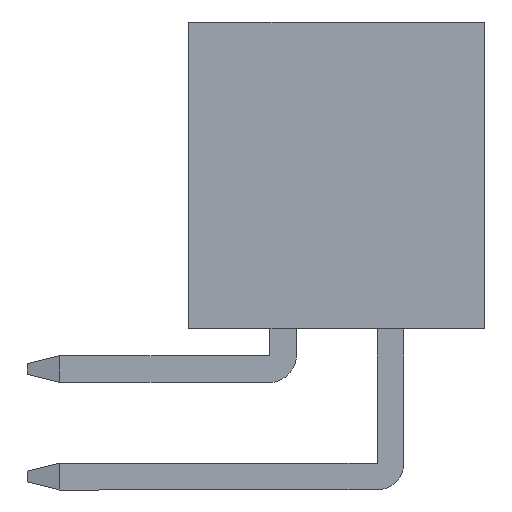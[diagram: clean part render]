
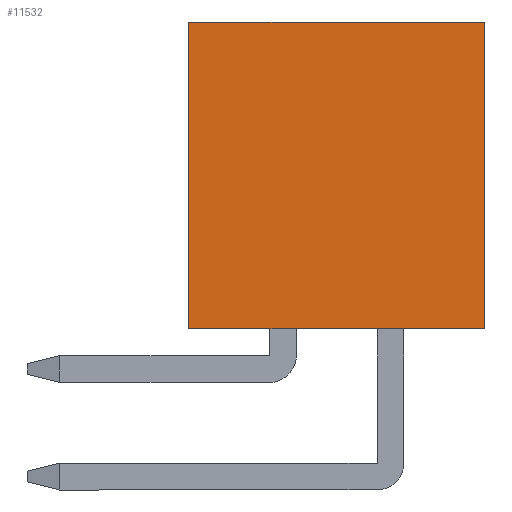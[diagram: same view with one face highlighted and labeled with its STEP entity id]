
A CAD part, left-side view. The second image highlights one B-rep face of the part: STEP entity #11532.
In plain terms, the highlighted planar face has unit normal (-1, 0, 0).
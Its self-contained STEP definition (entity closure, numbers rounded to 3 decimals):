
#1873=ORIENTED_EDGE('',*,*,#4353,.F.);
#1874=ORIENTED_EDGE('',*,*,#3595,.F.);
#1875=ORIENTED_EDGE('',*,*,#3708,.T.);
#1876=ORIENTED_EDGE('',*,*,#4672,.T.);
#3595=EDGE_CURVE('',#5225,#5226,#6305,.T.);
#3708=EDGE_CURVE('',#5225,#5337,#6418,.T.);
#4353=EDGE_CURVE('',#5226,#5835,#7063,.T.);
#4672=EDGE_CURVE('',#5337,#5835,#7382,.T.);
#5225=VERTEX_POINT('',#15590);
#5226=VERTEX_POINT('',#15592);
#5337=VERTEX_POINT('',#15816);
#5835=VERTEX_POINT('',#17058);
#6305=LINE('',#15591,#7931);
#6418=LINE('',#15817,#8044);
#7063=LINE('',#17057,#8689);
#7382=LINE('',#17694,#9008);
#7931=VECTOR('',#12639,1000.);
#8044=VECTOR('',#12754,1000.);
#8689=VECTOR('',#13595,1000.);
#9008=VECTOR('',#14124,1000.);
#9712=EDGE_LOOP('',(#1873,#1874,#1875,#1876));
#10370=FACE_BOUND('',#9712,.T.);
#10977=PLANE('',#12127);
#11532=ADVANCED_FACE('',(#10370),#10977,.T.);
#12127=AXIS2_PLACEMENT_3D('',#17702,#14129,#14130);
#12639=DIRECTION('',(0.,1.,0.));
#12754=DIRECTION('',(0.,0.,1.));
#13595=DIRECTION('',(0.,0.,1.));
#14124=DIRECTION('',(0.,1.,0.));
#14129=DIRECTION('',(-1.,0.,0.));
#14130=DIRECTION('',(0.,0.,1.));
#15590=CARTESIAN_POINT('',(-28.625,-2.75,-2.85));
#15591=CARTESIAN_POINT('',(-28.625,-2.75,-2.85));
#15592=CARTESIAN_POINT('',(-28.625,2.75,-2.85));
#15816=CARTESIAN_POINT('',(-28.625,-2.75,2.85));
#15817=CARTESIAN_POINT('',(-28.625,-2.75,-2.85));
#17057=CARTESIAN_POINT('',(-28.625,2.75,-2.85));
#17058=CARTESIAN_POINT('',(-28.625,2.75,2.85));
#17694=CARTESIAN_POINT('',(-28.625,-2.75,2.85));
#17702=CARTESIAN_POINT('',(-28.625,-2.75,-2.85));
